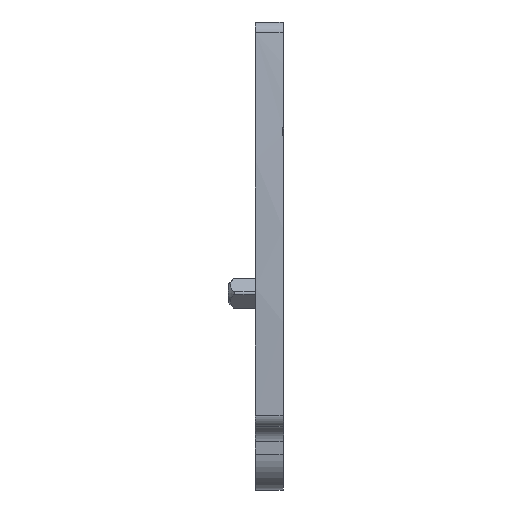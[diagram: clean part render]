
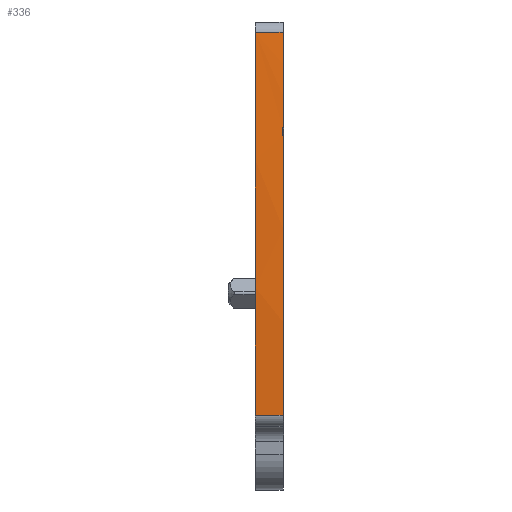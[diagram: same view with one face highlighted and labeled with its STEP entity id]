
A CAD part, front view. The second image highlights one B-rep face of the part: STEP entity #336.
In plain terms, the highlighted cylindrical face has radius 180 mm (diameter 360 mm), a partial arc.
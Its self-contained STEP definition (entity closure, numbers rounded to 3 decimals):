
#191=AXIS2_PLACEMENT_3D('Circle Axis2P3D',#189,#190,$) ;
#284=AXIS2_PLACEMENT_3D('Cylinder Axis2P3D',#281,#282,#283) ;
#297=AXIS2_PLACEMENT_3D('Circle Axis2P3D',#295,#296,$) ;
#311=AXIS2_PLACEMENT_3D('Circle Axis2P3D',#309,#310,$) ;
#323=AXIS2_PLACEMENT_3D('Circle Axis2P3D',#321,#322,$) ;
#50=CARTESIAN_POINT('Vertex',(4.65,0.442,30.8)) ;
#53=CARTESIAN_POINT('Line Origine',(4.625,0.442,30.8)) ;
#57=CARTESIAN_POINT('Vertex',(4.6,0.442,30.8)) ;
#189=CARTESIAN_POINT('Axis2P3D Location',(4.6,179.999,18.2)) ;
#193=CARTESIAN_POINT('Vertex',(4.6,0.394,30.1)) ;
#281=CARTESIAN_POINT('Axis2P3D Location',(3.5,180.,18.2)) ;
#286=CARTESIAN_POINT('Line Origine',(3.5,1.19,38.865)) ;
#290=CARTESIAN_POINT('Vertex',(2.3,1.19,38.865)) ;
#292=CARTESIAN_POINT('Vertex',(4.65,1.19,38.865)) ;
#295=CARTESIAN_POINT('Axis2P3D Location',(2.3,180.,18.2)) ;
#299=CARTESIAN_POINT('Vertex',(2.3,0.392,6.334)) ;
#302=CARTESIAN_POINT('Line Origine',(3.5,0.392,6.334)) ;
#306=CARTESIAN_POINT('Vertex',(4.65,0.392,6.334)) ;
#309=CARTESIAN_POINT('Axis2P3D Location',(4.65,180.,18.2)) ;
#313=CARTESIAN_POINT('Vertex',(4.65,0.394,30.1)) ;
#316=CARTESIAN_POINT('Line Origine',(3.5,0.394,30.1)) ;
#321=CARTESIAN_POINT('Axis2P3D Location',(4.65,180.,18.2)) ;
#54=DIRECTION('Vector Direction',(-1.,0.,0.)) ;
#190=DIRECTION('Axis2P3D Direction',(1.,0.,0.)) ;
#282=DIRECTION('Axis2P3D Direction',(1.,0.,0.)) ;
#283=DIRECTION('Axis2P3D XDirection',(0.,-0.993,0.115)) ;
#287=DIRECTION('Vector Direction',(1.,0.,0.)) ;
#296=DIRECTION('Axis2P3D Direction',(1.,0.,0.)) ;
#303=DIRECTION('Vector Direction',(1.,0.,0.)) ;
#310=DIRECTION('Axis2P3D Direction',(1.,0.,0.)) ;
#317=DIRECTION('Vector Direction',(1.,0.,0.)) ;
#322=DIRECTION('Axis2P3D Direction',(1.,0.,0.)) ;
#55=VECTOR('Line Direction',#54,1.) ;
#288=VECTOR('Line Direction',#287,1.) ;
#304=VECTOR('Line Direction',#303,1.) ;
#318=VECTOR('Line Direction',#317,1.) ;
#327=ORIENTED_EDGE('',*,*,#294,.F.) ;
#328=ORIENTED_EDGE('',*,*,#301,.T.) ;
#329=ORIENTED_EDGE('',*,*,#308,.T.) ;
#330=ORIENTED_EDGE('',*,*,#315,.F.) ;
#331=ORIENTED_EDGE('',*,*,#320,.T.) ;
#332=ORIENTED_EDGE('',*,*,#195,.F.) ;
#333=ORIENTED_EDGE('',*,*,#59,.F.) ;
#334=ORIENTED_EDGE('',*,*,#325,.F.) ;
#336=ADVANCED_FACE('Brep With Voids',(#335),#285,.T.) ;
#192=CIRCLE('generated circle',#191,179.999) ;
#298=CIRCLE('generated circle',#297,180.) ;
#312=CIRCLE('generated circle',#311,180.) ;
#324=CIRCLE('generated circle',#323,180.) ;
#285=CYLINDRICAL_SURFACE('generated cylinder',#284,180.) ;
#59=EDGE_CURVE('',#51,#58,#56,.T.) ;
#195=EDGE_CURVE('',#58,#194,#192,.T.) ;
#294=EDGE_CURVE('',#291,#293,#289,.T.) ;
#301=EDGE_CURVE('',#291,#300,#298,.T.) ;
#308=EDGE_CURVE('',#300,#307,#305,.T.) ;
#315=EDGE_CURVE('',#314,#307,#312,.T.) ;
#320=EDGE_CURVE('',#314,#194,#319,.F.) ;
#325=EDGE_CURVE('',#293,#51,#324,.T.) ;
#326=EDGE_LOOP('',(#327,#328,#329,#330,#331,#332,#333,#334)) ;
#335=FACE_OUTER_BOUND('',#326,.T.) ;
#56=LINE('Line',#53,#55) ;
#289=LINE('Line',#286,#288) ;
#305=LINE('Line',#302,#304) ;
#319=LINE('Line',#316,#318) ;
#51=VERTEX_POINT('',#50) ;
#58=VERTEX_POINT('',#57) ;
#194=VERTEX_POINT('',#193) ;
#291=VERTEX_POINT('',#290) ;
#293=VERTEX_POINT('',#292) ;
#300=VERTEX_POINT('',#299) ;
#307=VERTEX_POINT('',#306) ;
#314=VERTEX_POINT('',#313) ;
